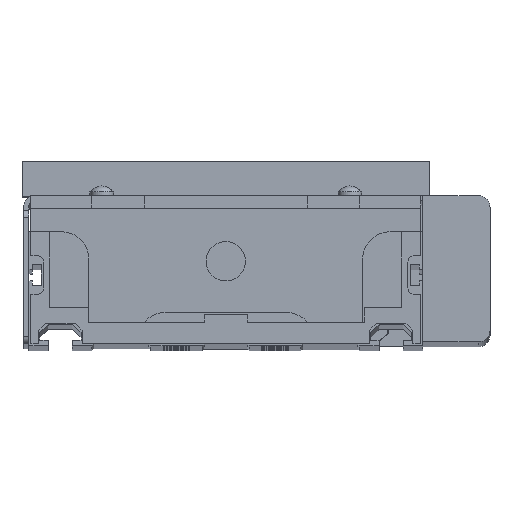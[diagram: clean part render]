
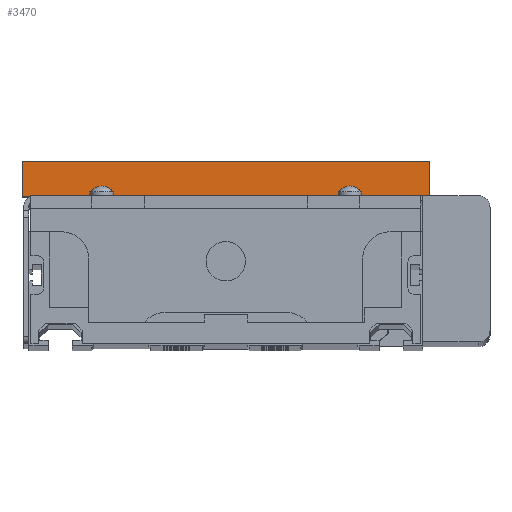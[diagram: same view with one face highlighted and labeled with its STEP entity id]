
A CAD part, top view. The second image highlights one B-rep face of the part: STEP entity #3470.
In plain terms, the highlighted planar face has unit normal (0, 0, 1).
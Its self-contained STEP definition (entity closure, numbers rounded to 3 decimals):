
#494 = FACE_OUTER_BOUND ( 'NONE', #14783, .T. ) ;
#856 = AXIS2_PLACEMENT_3D ( 'NONE', #4760, #4913, #21136 ) ;
#2427 = ORIENTED_EDGE ( 'NONE', *, *, #10219, .F. ) ;
#3470 = ADVANCED_FACE ( 'NONE', ( #494 ), #23579, .T. ) ;
#4483 = VECTOR ( 'NONE', #12604, 1000. ) ;
#4760 = CARTESIAN_POINT ( 'NONE',  ( -51.75, 17.5, 90. ) ) ;
#4913 = DIRECTION ( 'NONE',  ( 0., 0., 1. ) ) ;
#6062 = VERTEX_POINT ( 'NONE', #24821 ) ;
#6464 = EDGE_CURVE ( 'NONE', #20882, #7086, #10377, .T. ) ;
#7026 = LINE ( 'NONE', #10322, #22815 ) ;
#7086 = VERTEX_POINT ( 'NONE', #13246 ) ;
#7258 = EDGE_CURVE ( 'NONE', #6062, #7086, #7026, .T. ) ;
#8353 = ORIENTED_EDGE ( 'NONE', *, *, #6464, .F. ) ;
#10219 = EDGE_CURVE ( 'NONE', #15157, #20882, #16414, .T. ) ;
#10322 = CARTESIAN_POINT ( 'NONE',  ( 51.75, 17.5, 90. ) ) ;
#10377 = LINE ( 'NONE', #10966, #20836 ) ;
#10645 = EDGE_CURVE ( 'NONE', #15157, #6062, #24265, .T. ) ;
#10966 = CARTESIAN_POINT ( 'NONE',  ( -51.75, 26.5, 90. ) ) ;
#12604 = DIRECTION ( 'NONE',  ( 0., 1., 0. ) ) ;
#13119 = CARTESIAN_POINT ( 'NONE',  ( -51.75, 26.5, 90. ) ) ;
#13246 = CARTESIAN_POINT ( 'NONE',  ( 51.75, 26.5, 90. ) ) ;
#13336 = ORIENTED_EDGE ( 'NONE', *, *, #10645, .T. ) ;
#14783 = EDGE_LOOP ( 'NONE', ( #8353, #2427, #13336, #22881 ) ) ;
#14852 = CARTESIAN_POINT ( 'NONE',  ( -51.75, 17.5, 90. ) ) ;
#15157 = VERTEX_POINT ( 'NONE', #29953 ) ;
#15169 = VECTOR ( 'NONE', #26524, 1000. ) ;
#16414 = LINE ( 'NONE', #25674, #4483 ) ;
#20836 = VECTOR ( 'NONE', #29163, 1000. ) ;
#20882 = VERTEX_POINT ( 'NONE', #13119 ) ;
#21136 = DIRECTION ( 'NONE',  ( 1., 0., 0. ) ) ;
#22815 = VECTOR ( 'NONE', #28267, 1000. ) ;
#22881 = ORIENTED_EDGE ( 'NONE', *, *, #7258, .T. ) ;
#23579 = PLANE ( 'NONE',  #856 ) ;
#24265 = LINE ( 'NONE', #14852, #15169 ) ;
#24821 = CARTESIAN_POINT ( 'NONE',  ( 51.75, 17.5, 90. ) ) ;
#25674 = CARTESIAN_POINT ( 'NONE',  ( -51.75, 17.5, 90. ) ) ;
#26524 = DIRECTION ( 'NONE',  ( 1., 0., 0. ) ) ;
#28267 = DIRECTION ( 'NONE',  ( 0., 1., 0. ) ) ;
#29163 = DIRECTION ( 'NONE',  ( 1., 0., 0. ) ) ;
#29953 = CARTESIAN_POINT ( 'NONE',  ( -51.75, 17.5, 90. ) ) ;
